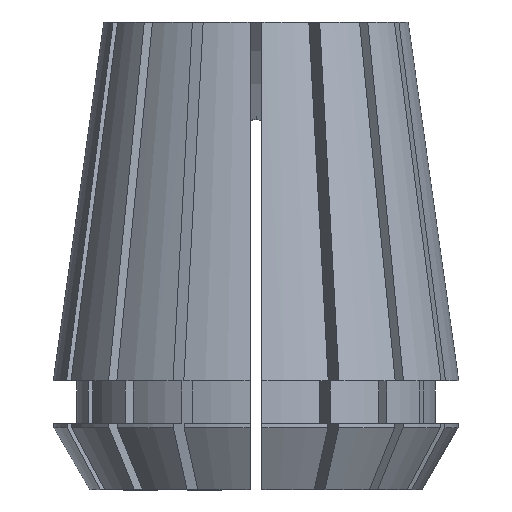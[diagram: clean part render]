
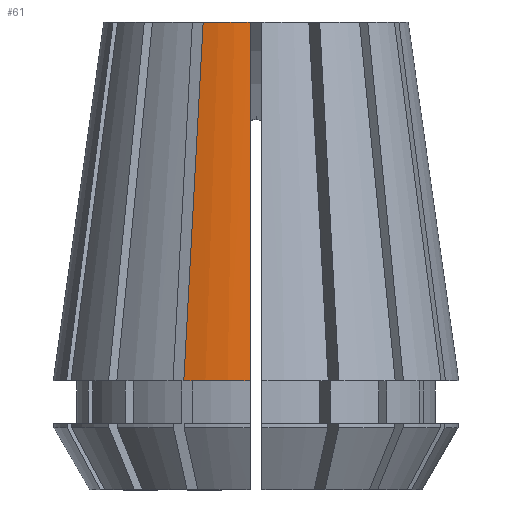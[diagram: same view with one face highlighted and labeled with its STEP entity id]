
A CAD part, left-side view. The second image highlights one B-rep face of the part: STEP entity #61.
In plain terms, the highlighted conical face has half-angle 8 degrees and reference radius 25.998 mm.
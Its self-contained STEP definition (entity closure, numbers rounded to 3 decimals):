
#23 = CARTESIAN_POINT ( 'NONE',  ( 0., 0., 0. ) ) ;
#61 = ADVANCED_FACE ( 'NONE', ( #3593 ), #488, .T. ) ;
#488 = CONICAL_SURFACE ( 'NONE', #1288, 25.998, 0.14 ) ;
#563 = VERTEX_POINT ( 'NONE', #2727 ) ;
#780 = DIRECTION ( 'NONE',  ( 0., 0., -1. ) ) ;
#849 = CARTESIAN_POINT ( 'NONE',  ( -19.519, 0.75, 0. ) ) ;
#1001 = AXIS2_PLACEMENT_3D ( 'NONE', #4176, #3250, #4156 ) ;
#1068 = CARTESIAN_POINT ( 'NONE',  ( -21.675, 0.75, -15.333 ) ) ;
#1112 = EDGE_CURVE ( 'NONE', #3795, #4064, #2137, .T. ) ;
#1242 = DIRECTION ( 'NONE',  ( -1., 0., 0. ) ) ;
#1288 = AXIS2_PLACEMENT_3D ( 'NONE', #4807, #780, #1242 ) ;
#1341 = DIRECTION ( 'NONE',  ( 0., 0., 1. ) ) ;
#1365 = DIRECTION ( 'NONE',  ( 1., 0., 0. ) ) ;
#1419 = ORIENTED_EDGE ( 'NONE', *, *, #1832, .T. ) ;
#1703 = CARTESIAN_POINT ( 'NONE',  ( -20.312, 7.602, -15.333 ) ) ;
#1832 = EDGE_CURVE ( 'NONE', #563, #3795, #2526, .T. ) ;
#1858 = VERTEX_POINT ( 'NONE', #4280 ) ;
#1868 = ORIENTED_EDGE ( 'NONE', *, *, #1112, .T. ) ;
#1992 = CARTESIAN_POINT ( 'NONE',  ( -19.519, 0.75, 0. ) ) ;
#2137 = B_SPLINE_CURVE_WITH_KNOTS ( 'NONE', 3,
 ( #5451, #3297, #1068, #1992 ),
 .UNSPECIFIED., .F., .F.,
 ( 4, 4 ),
 ( 0.038, 0.084 ),
 .UNSPECIFIED. ) ;
#2154 = ORIENTED_EDGE ( 'NONE', *, *, #2722, .F. ) ;
#2217 = EDGE_LOOP ( 'NONE', ( #2154, #1419, #1868, #5708 ) ) ;
#2372 = B_SPLINE_CURVE_WITH_KNOTS ( 'NONE', 3,
 ( #5215, #3047, #1703, #4789 ),
 .UNSPECIFIED., .F., .F.,
 ( 4, 4 ),
 ( 0., 0.046 ),
 .UNSPECIFIED. ) ;
#2526 = CIRCLE ( 'NONE', #1001, 25.998 ) ;
#2722 = EDGE_CURVE ( 'NONE', #563, #1858, #2372, .T. ) ;
#2727 = CARTESIAN_POINT ( 'NONE',  ( -24.296, 9.252, -46. ) ) ;
#3047 = CARTESIAN_POINT ( 'NONE',  ( -22.304, 8.427, -30.667 ) ) ;
#3250 = DIRECTION ( 'NONE',  ( 0., 0., 1. ) ) ;
#3297 = CARTESIAN_POINT ( 'NONE',  ( -23.831, 0.75, -30.667 ) ) ;
#3593 = FACE_OUTER_BOUND ( 'NONE', #2217, .T. ) ;
#3716 = AXIS2_PLACEMENT_3D ( 'NONE', #23, #1341, #1365 ) ;
#3795 = VERTEX_POINT ( 'NONE', #4123 ) ;
#4064 = VERTEX_POINT ( 'NONE', #849 ) ;
#4123 = CARTESIAN_POINT ( 'NONE',  ( -25.987, 0.75, -46. ) ) ;
#4156 = DIRECTION ( 'NONE',  ( 1., 0., 0. ) ) ;
#4176 = CARTESIAN_POINT ( 'NONE',  ( 0., 0., -46. ) ) ;
#4280 = CARTESIAN_POINT ( 'NONE',  ( -18.32, 6.777, 0. ) ) ;
#4627 = CIRCLE ( 'NONE', #3716, 19.533 ) ;
#4701 = EDGE_CURVE ( 'NONE', #1858, #4064, #4627, .T. ) ;
#4789 = CARTESIAN_POINT ( 'NONE',  ( -18.32, 6.777, 0. ) ) ;
#4807 = CARTESIAN_POINT ( 'NONE',  ( 0., 0., -46. ) ) ;
#5215 = CARTESIAN_POINT ( 'NONE',  ( -24.296, 9.252, -46. ) ) ;
#5451 = CARTESIAN_POINT ( 'NONE',  ( -25.987, 0.75, -46. ) ) ;
#5708 = ORIENTED_EDGE ( 'NONE', *, *, #4701, .F. ) ;
